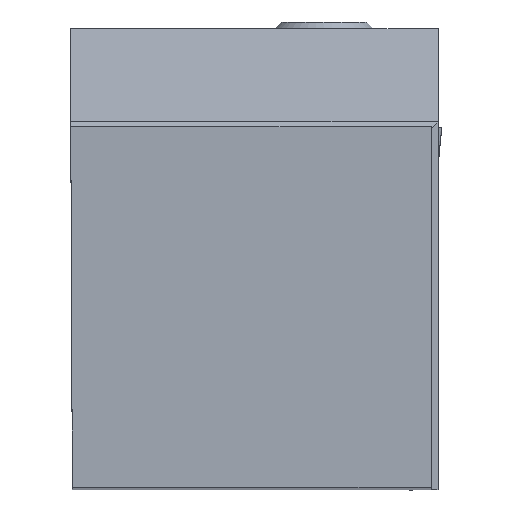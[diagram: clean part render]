
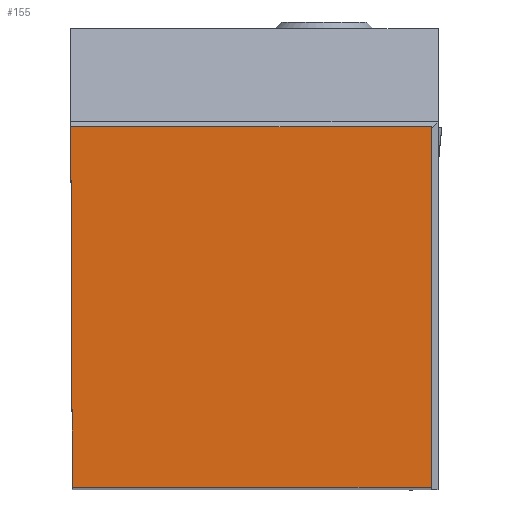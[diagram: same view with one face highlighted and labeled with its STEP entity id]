
A CAD part, top view. The second image highlights one B-rep face of the part: STEP entity #155.
In plain terms, the highlighted planar face has unit normal (0, 0, 1).
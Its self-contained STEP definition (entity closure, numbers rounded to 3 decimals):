
#155=ADVANCED_FACE('BLANK_BOXF006',(#256),#202,.F.);
#202=PLANE('',#1261);
#256=FACE_OUTER_BOUND('',#312,.T.);
#312=EDGE_LOOP('',(#550,#551,#552,#553));
#550=ORIENTED_EDGE('',*,*,#858,.T.);
#551=ORIENTED_EDGE('',*,*,#859,.T.);
#552=ORIENTED_EDGE('',*,*,#860,.T.);
#553=ORIENTED_EDGE('',*,*,#852,.T.);
#717=VERTEX_POINT('',#1992);
#718=VERTEX_POINT('',#1994);
#721=VERTEX_POINT('',#2005);
#722=VERTEX_POINT('',#2007);
#852=EDGE_CURVE('',#718,#717,#977,.T.);
#858=EDGE_CURVE('',#717,#721,#983,.T.);
#859=EDGE_CURVE('',#721,#722,#984,.T.);
#860=EDGE_CURVE('',#722,#718,#985,.T.);
#977=LINE('',#1993,#1105);
#983=LINE('',#2004,#1111);
#984=LINE('',#2006,#1112);
#985=LINE('',#2008,#1113);
#1105=VECTOR('',#1475,1.);
#1111=VECTOR('',#1485,1.);
#1112=VECTOR('',#1486,1.);
#1113=VECTOR('',#1487,1.);
#1261=AXIS2_PLACEMENT_3D('',#2009,#1488,#1489);
#1475=DIRECTION('',(1.,0.,0.));
#1485=DIRECTION('',(0.,1.,0.));
#1486=DIRECTION('',(-1.,0.,0.));
#1487=DIRECTION('',(0.004,-1.,0.));
#1488=DIRECTION('',(0.,0.,-1.));
#1489=DIRECTION('',(0.,-1.,0.));
#1992=CARTESIAN_POINT('',(25.273,0.,0.));
#1993=CARTESIAN_POINT('',(-126.2,0.,0.));
#1994=CARTESIAN_POINT('',(0.11,0.,0.));
#2004=CARTESIAN_POINT('',(25.273,-126.2,0.));
#2005=CARTESIAN_POINT('',(25.273,25.273,0.));
#2006=CARTESIAN_POINT('',(126.2,25.273,0.));
#2007=CARTESIAN_POINT('',(0.,25.273,0.));
#2008=CARTESIAN_POINT('',(-0.44,126.199,0.));
#2009=CARTESIAN_POINT('',(25.76,-5.,0.));
